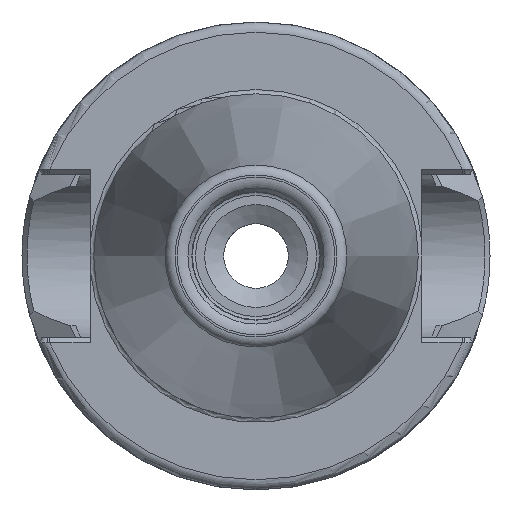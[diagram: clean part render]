
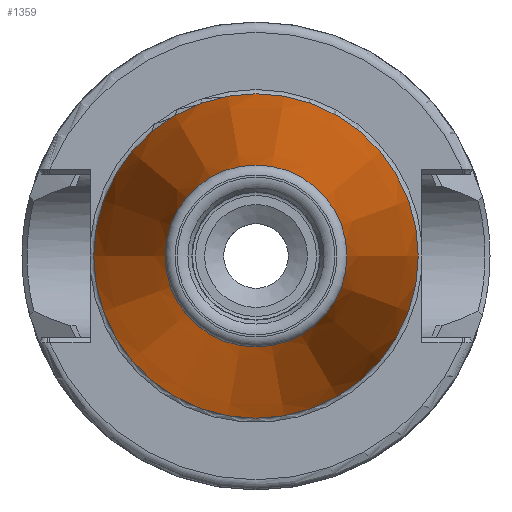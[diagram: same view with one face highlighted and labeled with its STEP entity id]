
A CAD part, left-side view. The second image highlights one B-rep face of the part: STEP entity #1359.
In plain terms, the highlighted conical face has half-angle 8.297 degrees and reference radius 12.445 mm.
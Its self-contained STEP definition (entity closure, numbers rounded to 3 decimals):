
#190=FACE_OUTER_BOUND('',#265,.T.);
#265=EDGE_LOOP('',(#1219,#1220,#1221,#1222,#1223,#1224,#1225));
#339=LINE('',#2991,#404);
#404=VECTOR('',#1869,12.445);
#482=CIRCLE('',#1513,8.941);
#483=CIRCLE('',#1514,8.941);
#484=CIRCLE('',#1515,8.941);
#486=CIRCLE('',#1518,15.948);
#487=CIRCLE('',#1519,15.948);
#636=VERTEX_POINT('',#2979);
#637=VERTEX_POINT('',#2980);
#638=VERTEX_POINT('',#2982);
#639=VERTEX_POINT('',#2987);
#640=VERTEX_POINT('',#2988);
#838=EDGE_CURVE('',#636,#637,#482,.T.);
#839=EDGE_CURVE('',#638,#636,#483,.T.);
#840=EDGE_CURVE('',#637,#638,#484,.T.);
#842=EDGE_CURVE('',#639,#640,#486,.T.);
#843=EDGE_CURVE('',#640,#639,#487,.T.);
#844=EDGE_CURVE('',#640,#638,#339,.T.);
#1219=ORIENTED_EDGE('',*,*,#842,.F.);
#1220=ORIENTED_EDGE('',*,*,#843,.F.);
#1221=ORIENTED_EDGE('',*,*,#844,.T.);
#1222=ORIENTED_EDGE('',*,*,#839,.T.);
#1223=ORIENTED_EDGE('',*,*,#838,.T.);
#1224=ORIENTED_EDGE('',*,*,#840,.T.);
#1225=ORIENTED_EDGE('',*,*,#844,.F.);
#1297=CONICAL_SURFACE('',#1517,12.445,0.145);
#1359=ADVANCED_FACE('',(#190),#1297,.T.);
#1513=AXIS2_PLACEMENT_3D('',#2981,#1855,#1856);
#1514=AXIS2_PLACEMENT_3D('',#2983,#1857,#1858);
#1515=AXIS2_PLACEMENT_3D('',#2984,#1859,#1860);
#1517=AXIS2_PLACEMENT_3D('',#2986,#1863,#1864);
#1518=AXIS2_PLACEMENT_3D('',#2989,#1865,#1866);
#1519=AXIS2_PLACEMENT_3D('',#2990,#1867,#1868);
#1855=DIRECTION('center_axis',(1.,0.,0.));
#1856=DIRECTION('ref_axis',(0.,0.,-1.));
#1857=DIRECTION('center_axis',(1.,0.,0.));
#1858=DIRECTION('ref_axis',(0.,0.,-1.));
#1859=DIRECTION('center_axis',(1.,0.,0.));
#1860=DIRECTION('ref_axis',(0.,0.,-1.));
#1863=DIRECTION('center_axis',(1.,0.,0.));
#1864=DIRECTION('ref_axis',(0.,1.,0.));
#1865=DIRECTION('center_axis',(1.,0.,0.));
#1866=DIRECTION('ref_axis',(0.,0.,-1.));
#1867=DIRECTION('center_axis',(1.,0.,0.));
#1868=DIRECTION('ref_axis',(0.,0.,-1.));
#1869=DIRECTION('',(-0.99,0.144,0.));
#2979=CARTESIAN_POINT('',(-47.944,8.941,0.));
#2980=CARTESIAN_POINT('',(-47.944,0.,8.941));
#2981=CARTESIAN_POINT('Origin',(-47.944,0.,
0.));
#2982=CARTESIAN_POINT('',(-47.944,-8.941,0.));
#2983=CARTESIAN_POINT('Origin',(-47.944,0.,
0.));
#2984=CARTESIAN_POINT('Origin',(-47.944,0.,
0.));
#2986=CARTESIAN_POINT('Origin',(-23.922,0.,
0.));
#2987=CARTESIAN_POINT('',(0.1,15.948,0.));
#2988=CARTESIAN_POINT('',(0.1,-15.948,0.));
#2989=CARTESIAN_POINT('Origin',(0.1,0.,
0.));
#2990=CARTESIAN_POINT('Origin',(0.1,0.,
0.));
#2991=CARTESIAN_POINT('',(-23.922,-12.445,0.));
